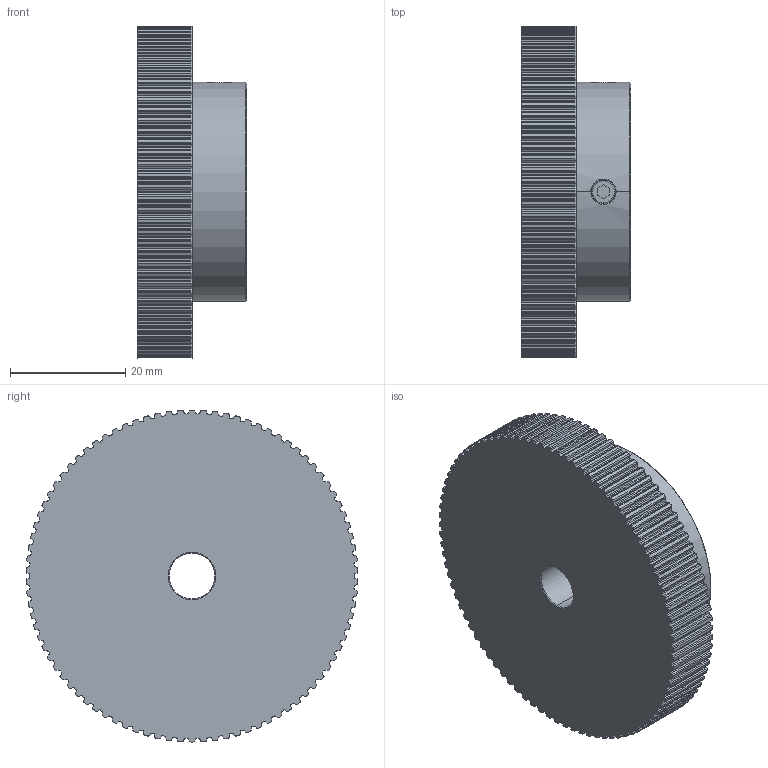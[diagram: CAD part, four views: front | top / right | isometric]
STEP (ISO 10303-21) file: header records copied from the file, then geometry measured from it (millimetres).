
FILE_DESCRIPTION (( 'STEP AP214' ), '1' );
FILE_NAME ('APB90MXL025B-312.step', '2016-06-13T20:59:38', ( '' ), ( '' ), 'SwSTEP 2.0', 'SolidWorks 2016', '' );
FILE_SCHEMA (( 'AUTOMOTIVE_DESIGN' ));
Length unit declared in the file: inch
Products named in the file (1): APB90MXL025B-312
Bounding box: 19.05 x 57.69 x 57.71 mm (x, y, z)
Volume: 33979.3 mm3; surface area: 9413.1 mm2
Topology: 3 solids, 3 shells, 836 faces, 2475 edges, 1646 vertices
Faces by surface type: cylinder 531, plane 291, cone 10, bspline 4
Entity records: 31777 total; most frequent: CARTESIAN_POINT 8161, DIRECTION 5183, ORIENTED_EDGE 4950, EDGE_CURVE 2475, AXIS2_PLACEMENT_3D 1897, VERTEX_POINT 1646, LINE 1389, VECTOR 1389
